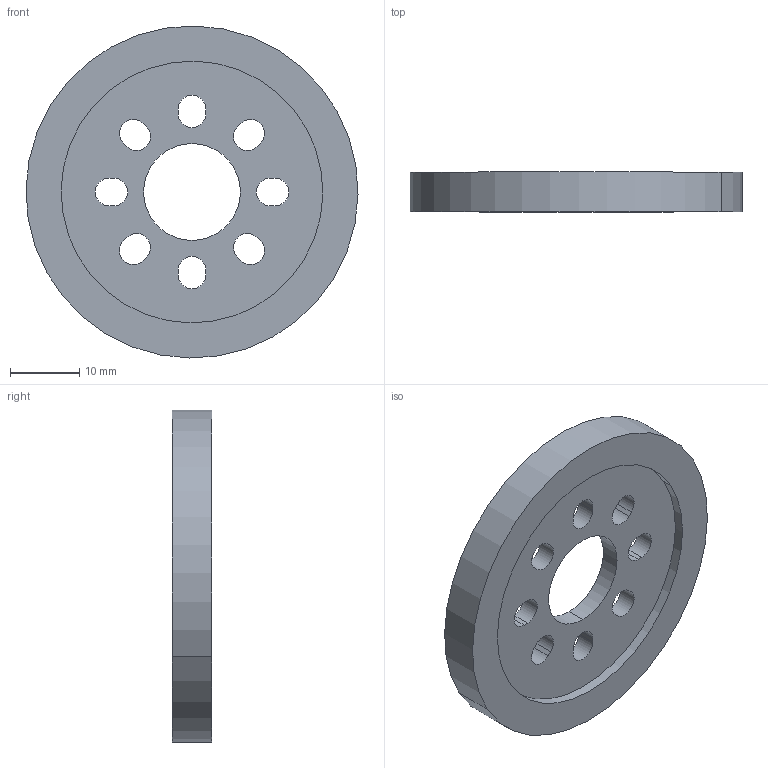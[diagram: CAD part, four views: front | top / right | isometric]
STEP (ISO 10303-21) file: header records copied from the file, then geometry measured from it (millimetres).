
FILE_DESCRIPTION (( 'STEP AP203' ), '1' );
FILE_NAME ('3607-0014-0048 assembly.STEP', '2018-08-08T14:55:30', ( '' ), ( '' ), 'SwSTEP 2.0', 'SolidWorks 2016', '' );
FILE_SCHEMA (( 'CONFIG_CONTROL_DESIGN' ));
Length unit declared in the file: millimetre
Products named in the file (3): 48mm rubber lip ring; 3607-0014-0048 plastic disc; 3607-0014-0048 assembly
Assembly tree (2 placements, depth 2):
  3607-0014-0048 assembly
    3607-0014-0048 plastic disc
    48mm rubber lip ring
Bounding box: 47.99 x 5.71 x 47.99 mm (x, y, z)
Volume: 6284.4 mm3; surface area: 7478.8 mm2
Topology: 2 solids, 2 shells, 56 faces, 150 edges, 100 vertices
Faces by surface type: cylinder 34, plane 22
Entity records: 2127 total; most frequent: DIRECTION 340, CARTESIAN_POINT 311, ORIENTED_EDGE 300, EDGE_CURVE 150, AXIS2_PLACEMENT_3D 129, VERTEX_POINT 100, VECTOR 82, LINE 82
